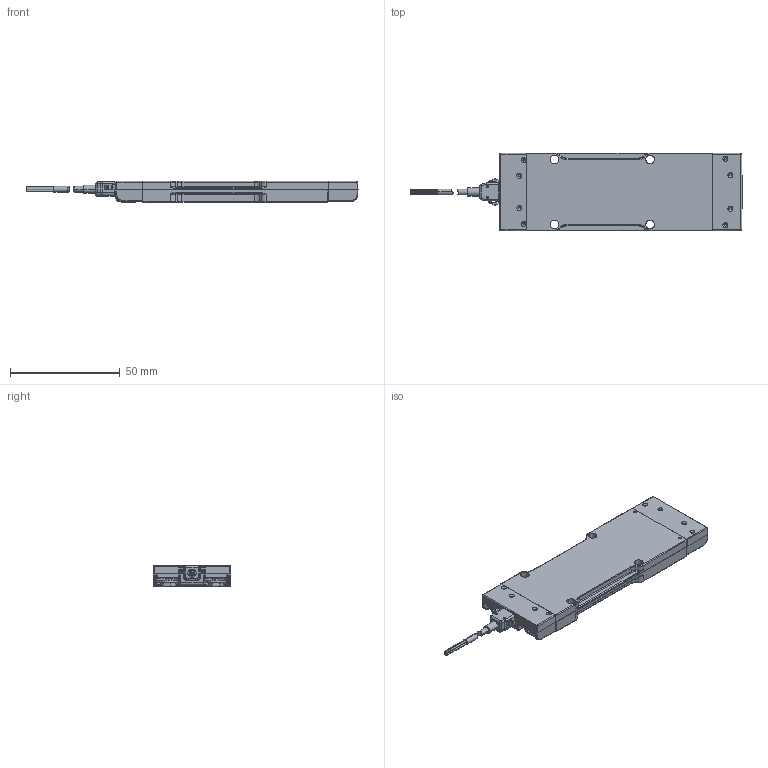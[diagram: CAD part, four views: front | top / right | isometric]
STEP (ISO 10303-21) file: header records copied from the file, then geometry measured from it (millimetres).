
FILE_DESCRIPTION (( 'STEP AP214' ), '1' );
FILE_NAME ('4414 BCM UHV CHASSIS MNT W COMM.STEP', '2021-08-19T14:03:40', ( '' ), ( '' ), 'SwSTEP 2.0', 'SolidWorks 2017', '' );
FILE_SCHEMA (( 'AUTOMOTIVE_DESIGN' ));
Length unit declared in the file: inch
Products named in the file (1): 4414 BCM UHV CHASSIS MNT W COMM
Bounding box: 151.52 x 35.54 x 9.65 mm (x, y, z)
Volume: 35816.8 mm3; surface area: 24277.9 mm2
Topology: 27 solids, 28 shells, 1616 faces, 4197 edges, 2674 vertices
Faces by surface type: cylinder 698, plane 535, bspline 278, cone 80, sphere 25
Entity records: 90673 total; most frequent: CARTESIAN_POINT 41809, ORIENTED_EDGE 8370, DIRECTION 7037, EDGE_CURVE 4185, VERTEX_POINT 2674, AXIS2_PLACEMENT_3D 2568, LINE 1901, VECTOR 1901
